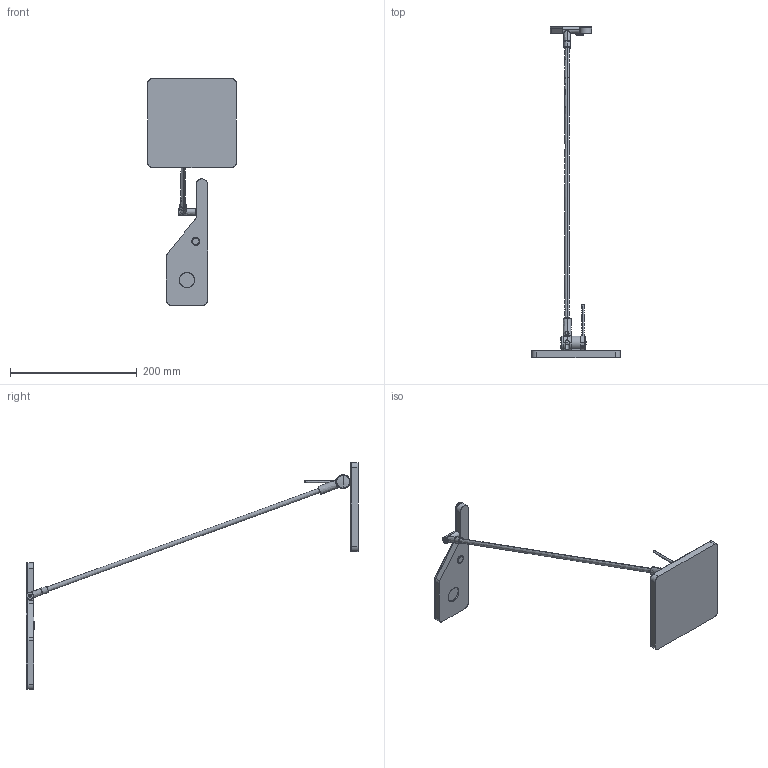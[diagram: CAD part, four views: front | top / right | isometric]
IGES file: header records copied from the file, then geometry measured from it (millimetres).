
Start section: SolidWorks IGES file using analytic representation for surfaces
Global section: file name: 10-1523.IGS; native system: SolidWorks 2016; preprocessor: SolidWorks 2016; author: amoncayo; date: 170112.124736; units: millimetre
Bounding box: 140.5 x 524.35 x 358.32 mm (x, y, z)
Surface area: 89039.2 mm2 (no closed solid volume)
Topology: 0 solids, 0 shells, 246 faces, 3637 edges, 3629 vertices
Faces by surface type: revolution 124, bspline 122
